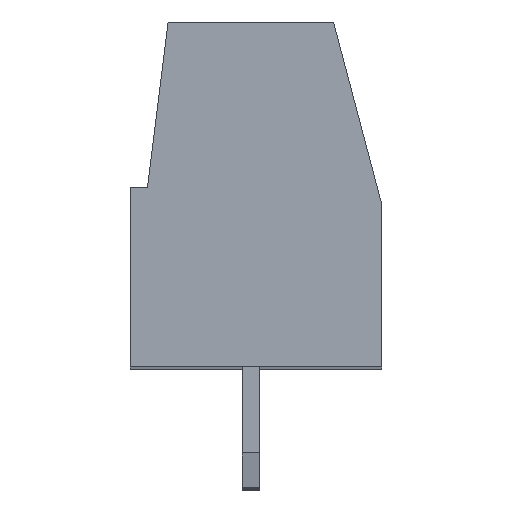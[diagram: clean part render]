
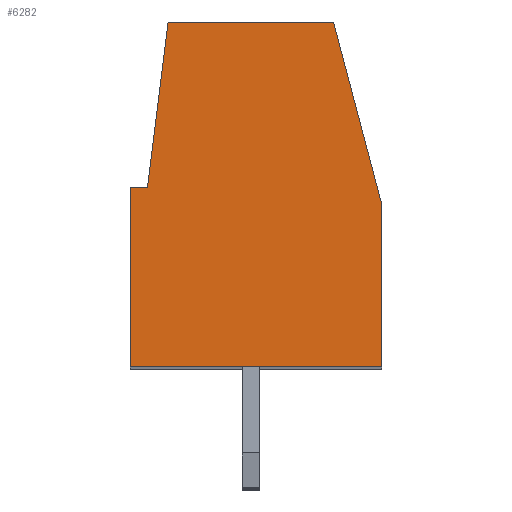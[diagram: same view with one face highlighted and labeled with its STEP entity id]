
A CAD part, top view. The second image highlights one B-rep face of the part: STEP entity #6282.
In plain terms, the highlighted planar face has unit normal (0, 0, 1).
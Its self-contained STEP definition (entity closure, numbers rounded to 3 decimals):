
#13=DIRECTION('',(0.,1.,0.));
#14=VECTOR('',#13,5.2);
#15=CARTESIAN_POINT('',(-3.5,-3.305,44.1));
#16=LINE('',#15,#14);
#17=DIRECTION('',(1.,0.,0.));
#18=VECTOR('',#17,0.5);
#19=CARTESIAN_POINT('',(-3.5,1.895,44.1));
#20=LINE('',#19,#18);
#21=DIRECTION('',(0.124,0.992,0.));
#22=VECTOR('',#21,4.837);
#23=CARTESIAN_POINT('',(-3.,1.895,44.1));
#24=LINE('',#23,#22);
#25=DIRECTION('',(1.,0.,0.));
#26=VECTOR('',#25,4.8);
#27=CARTESIAN_POINT('',(-2.4,6.695,44.1));
#28=LINE('',#27,#26);
#29=DIRECTION('',(0.255,-0.967,0.));
#30=VECTOR('',#29,5.482);
#31=CARTESIAN_POINT('',(2.4,6.695,44.1));
#32=LINE('',#31,#30);
#33=DIRECTION('',(0.,-1.,0.));
#34=VECTOR('',#33,4.7);
#35=CARTESIAN_POINT('',(3.8,1.395,44.1));
#36=LINE('',#35,#34);
#37=DIRECTION('',(-1.,0.,0.));
#38=VECTOR('',#37,7.3);
#39=CARTESIAN_POINT('',(3.8,-3.305,44.1));
#40=LINE('',#39,#38);
#4959=CARTESIAN_POINT('',(-3.5,-3.305,44.1));
#4960=CARTESIAN_POINT('',(-3.5,1.895,44.1));
#4961=VERTEX_POINT('',#4959);
#4962=VERTEX_POINT('',#4960);
#4963=CARTESIAN_POINT('',(3.8,-3.305,44.1));
#4964=VERTEX_POINT('',#4963);
#4965=CARTESIAN_POINT('',(3.8,1.395,44.1));
#4966=VERTEX_POINT('',#4965);
#4967=CARTESIAN_POINT('',(2.4,6.695,44.1));
#4968=VERTEX_POINT('',#4967);
#4969=CARTESIAN_POINT('',(-2.4,6.695,44.1));
#4970=VERTEX_POINT('',#4969);
#4971=CARTESIAN_POINT('',(-3.,1.895,44.1));
#4972=VERTEX_POINT('',#4971);
#6261=CARTESIAN_POINT('',(0.,0.,44.1));
#6262=DIRECTION('',(0.,0.,1.));
#6263=DIRECTION('',(1.,0.,0.));
#6264=AXIS2_PLACEMENT_3D('',#6261,#6262,#6263);
#6265=PLANE('',#6264);
#6267=ORIENTED_EDGE('',*,*,#6266,.T.);
#6269=ORIENTED_EDGE('',*,*,#6268,.T.);
#6271=ORIENTED_EDGE('',*,*,#6270,.T.);
#6273=ORIENTED_EDGE('',*,*,#6272,.T.);
#6275=ORIENTED_EDGE('',*,*,#6274,.T.);
#6277=ORIENTED_EDGE('',*,*,#6276,.T.);
#6279=ORIENTED_EDGE('',*,*,#6278,.T.);
#6280=EDGE_LOOP('',(#6267,#6269,#6271,#6273,#6275,#6277,#6279));
#6281=FACE_OUTER_BOUND('',#6280,.F.);
#6266=EDGE_CURVE('',#4961,#4962,#16,.T.);
#6268=EDGE_CURVE('',#4962,#4972,#20,.T.);
#6270=EDGE_CURVE('',#4972,#4970,#24,.T.);
#6272=EDGE_CURVE('',#4970,#4968,#28,.T.);
#6274=EDGE_CURVE('',#4968,#4966,#32,.T.);
#6276=EDGE_CURVE('',#4966,#4964,#36,.T.);
#6278=EDGE_CURVE('',#4964,#4961,#40,.T.);
#6282=ADVANCED_FACE('',(#6281),#6265,.T.);
